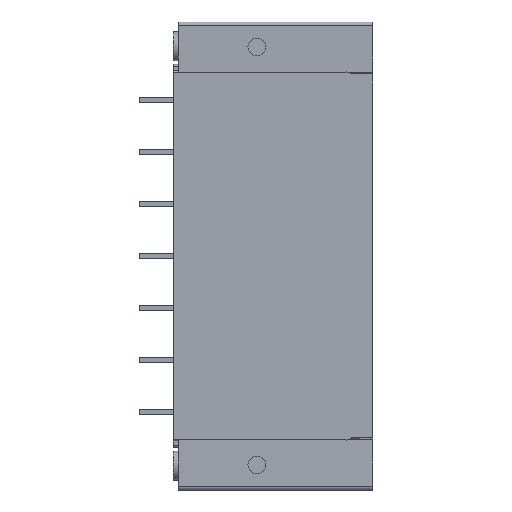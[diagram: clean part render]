
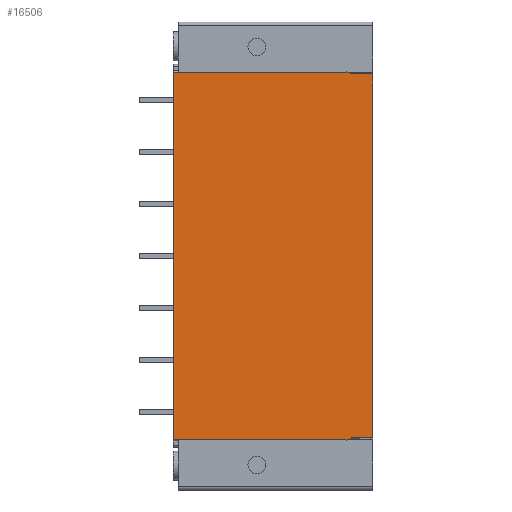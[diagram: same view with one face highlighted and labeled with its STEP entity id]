
A CAD part, top view. The second image highlights one B-rep face of the part: STEP entity #16506.
In plain terms, the highlighted planar face has unit normal (0, 0, 1).
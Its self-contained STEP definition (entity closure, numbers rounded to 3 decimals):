
#1318=DIRECTION('',(0.,1.,0.));
#1319=VECTOR('',#1318,53.34);
#1320=CARTESIAN_POINT('',(14.625,1.4,7.145));
#1321=LINE('',#1320,#1319);
#4657=CARTESIAN_POINT('',(-14.625,54.988,7.143));
#4665=CARTESIAN_POINT('',(-14.625,1.152,7.143));
#5183=DIRECTION('',(-1.,0.,0.));
#5184=VECTOR('',#5183,24.861);
#5185=CARTESIAN_POINT('',(10.986,1.15,7.142));
#5186=LINE('',#5185,#5184);
#5187=DIRECTION('',(1.,-0.002,-0.002));
#5188=VECTOR('',#5187,0.75);
#5189=CARTESIAN_POINT('',(-14.625,1.152,7.143));
#5190=LINE('',#5189,#5188);
#5191=DIRECTION('',(0.,1.,0.));
#5192=VECTOR('',#5191,53.836);
#5193=CARTESIAN_POINT('',(-14.625,1.152,7.143));
#5194=LINE('',#5193,#5192);
#5195=DIRECTION('',(-1.,-0.002,0.002));
#5196=VECTOR('',#5195,0.75);
#5197=CARTESIAN_POINT('',(-13.875,54.99,7.141));
#5198=LINE('',#5197,#5196);
#5199=DIRECTION('',(-1.,0.,0.));
#5200=VECTOR('',#5199,24.861);
#5201=CARTESIAN_POINT('',(10.986,54.99,7.142));
#5202=LINE('',#5201,#5200);
#5203=DIRECTION('',(-0.907,0.421,-0.006));
#5204=VECTOR('',#5203,0.594);
#5205=CARTESIAN_POINT('',(11.525,54.74,7.145));
#5206=LINE('',#5205,#5204);
#5207=DIRECTION('',(-1.,0.,0.));
#5208=VECTOR('',#5207,3.1);
#5209=CARTESIAN_POINT('',(14.625,54.74,7.145));
#5210=LINE('',#5209,#5208);
#5211=DIRECTION('',(-1.,0.,0.));
#5212=VECTOR('',#5211,3.1);
#5213=CARTESIAN_POINT('',(14.625,1.4,7.145));
#5214=LINE('',#5213,#5212);
#5215=DIRECTION('',(-0.907,-0.421,-0.006));
#5216=VECTOR('',#5215,0.594);
#5217=CARTESIAN_POINT('',(11.525,1.4,7.145));
#5218=LINE('',#5217,#5216);
#8197=CARTESIAN_POINT('',(14.625,1.4,7.145));
#8198=CARTESIAN_POINT('',(11.525,1.4,7.145));
#8199=VERTEX_POINT('',#8197);
#8200=VERTEX_POINT('',#8198);
#8233=VERTEX_POINT('',#4665);
#8550=VERTEX_POINT('',#4657);
#8720=CARTESIAN_POINT('',(14.625,54.74,7.145));
#8721=CARTESIAN_POINT('',(11.525,54.74,7.145));
#8722=VERTEX_POINT('',#8720);
#8723=VERTEX_POINT('',#8721);
#9710=CARTESIAN_POINT('',(10.986,54.99,7.142));
#9711=CARTESIAN_POINT('',(-13.875,54.99,7.141));
#9712=VERTEX_POINT('',#9710);
#9713=VERTEX_POINT('',#9711);
#9880=CARTESIAN_POINT('',(-13.875,1.15,7.141));
#9881=VERTEX_POINT('',#9880);
#9886=CARTESIAN_POINT('',(10.986,1.15,7.142));
#9887=VERTEX_POINT('',#9886);
#16485=CARTESIAN_POINT('',(-14.625,0.,7.145));
#16486=DIRECTION('',(0.,0.,1.));
#16487=DIRECTION('',(1.,0.,0.));
#16488=AXIS2_PLACEMENT_3D('',#16485,#16486,#16487);
#16489=PLANE('',#16488);
#16490=ORIENTED_EDGE('',*,*,#15896,.T.);
#16492=ORIENTED_EDGE('',*,*,#16491,.F.);
#16493=ORIENTED_EDGE('',*,*,#16090,.T.);
#16494=ORIENTED_EDGE('',*,*,#16478,.F.);
#16496=ORIENTED_EDGE('',*,*,#16495,.F.);
#16498=ORIENTED_EDGE('',*,*,#16497,.F.);
#16500=ORIENTED_EDGE('',*,*,#16499,.F.);
#16501=ORIENTED_EDGE('',*,*,#10481,.F.);
#16502=ORIENTED_EDGE('',*,*,#15838,.T.);
#16503=ORIENTED_EDGE('',*,*,#15870,.T.);
#16504=EDGE_LOOP('',(#16490,#16492,#16493,#16494,#16496,#16498,#16500,#16501,
#16502,#16503));
#16505=FACE_OUTER_BOUND('',#16504,.F.);
#16506=ADVANCED_FACE('',(#16505),#16489,.T.);
#10481=EDGE_CURVE('',#8199,#8722,#1321,.T.);
#15838=EDGE_CURVE('',#8199,#8200,#5214,.T.);
#15870=EDGE_CURVE('',#8200,#9887,#5218,.T.);
#15896=EDGE_CURVE('',#9887,#9881,#5186,.T.);
#16090=EDGE_CURVE('',#8233,#8550,#5194,.T.);
#16478=EDGE_CURVE('',#9713,#8550,#5198,.T.);
#16491=EDGE_CURVE('',#8233,#9881,#5190,.T.);
#16495=EDGE_CURVE('',#9712,#9713,#5202,.T.);
#16497=EDGE_CURVE('',#8723,#9712,#5206,.T.);
#16499=EDGE_CURVE('',#8722,#8723,#5210,.T.);
